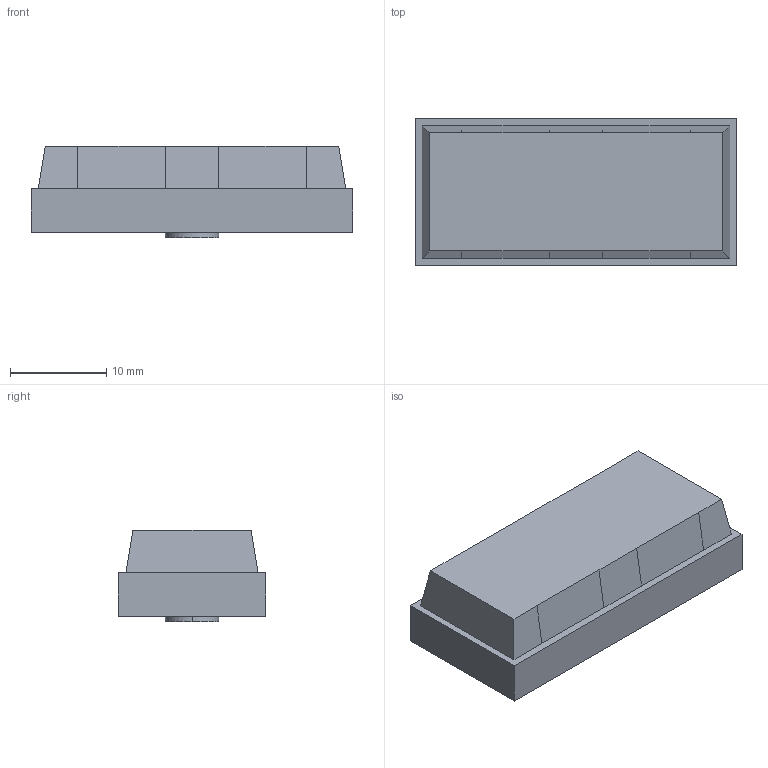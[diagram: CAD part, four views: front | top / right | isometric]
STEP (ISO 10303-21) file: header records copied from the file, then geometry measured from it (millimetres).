
FILE_DESCRIPTION(('STEP AP214'),'1');
FILE_NAME('TR808-Start-Stop.stp','2016-04-16T22:38:18',(''),(''),'Spatial InterOp 3D',' ',' ');
FILE_SCHEMA(('automotive_design'));
Length unit declared in the file: inch
Products named in the file (2): Part_565346; 1
Bounding box: 33.5 x 15.35 x 9.55 mm (x, y, z)
Volume: 2427.5 mm3; surface area: 2497.9 mm2
Topology: 1 solids, 1 shells, 91 faces, 298 edges, 252 vertices
Faces by surface type: plane 64, cylinder 16, bspline 8, extrusion 3
Entity records: 4585 total; most frequent: CARTESIAN_POINT 807, ORIENTED_EDGE 516, DIRECTION 497, EDGE_CURVE 258, VECTOR 251, LINE 248, STYLED_ITEM 172, PRESENTATION_STYLE_ASSIGNMENT 172
